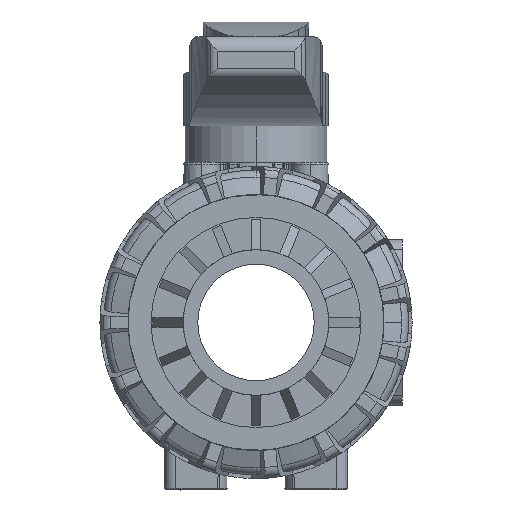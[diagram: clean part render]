
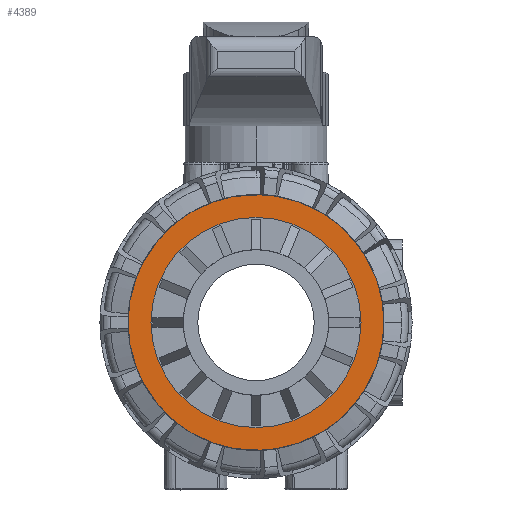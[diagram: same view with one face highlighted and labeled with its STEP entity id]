
A CAD part, left-side view. The second image highlights one B-rep face of the part: STEP entity #4389.
In plain terms, the highlighted planar face has unit normal (-1, 0, 0).
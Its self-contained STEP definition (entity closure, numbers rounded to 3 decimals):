
#4389=ADVANCED_FACE('',(#9290,#9291),#9292,.T.);
#9290=FACE_BOUND('',#27638,.T.);
#9291=FACE_OUTER_BOUND('',#27639,.T.);
#9292=PLANE('',#27640);
#27638=EDGE_LOOP('',(#40093,#40094));
#27639=EDGE_LOOP('',(#40095,#40096));
#27640=AXIS2_PLACEMENT_3D('',#40097,#40098,#40099);
#40093=ORIENTED_EDGE('',*,*,#49594,.T.);
#40094=ORIENTED_EDGE('',*,*,#48468,.T.);
#40095=ORIENTED_EDGE('',*,*,#48463,.T.);
#40096=ORIENTED_EDGE('',*,*,#49643,.T.);
#40097=CARTESIAN_POINT('',(482.577,191.829,0.));
#40098=DIRECTION('',(-1.0,0.0,0.0));
#40099=DIRECTION('',(0.0,0.,1.0));
#48463=EDGE_CURVE('',#56237,#56301,#56303,.T.);
#48468=EDGE_CURVE('',#56306,#56310,#56312,.T.);
#49594=EDGE_CURVE('',#56310,#56306,#58017,.T.);
#49643=EDGE_CURVE('',#56301,#56237,#58069,.T.);
#56237=VERTEX_POINT('',#73592);
#56301=VERTEX_POINT('',#73657);
#56303=CIRCLE('',#73660,35.15);
#56306=VERTEX_POINT('',#73663);
#56310=VERTEX_POINT('',#73668);
#56312=CIRCLE('',#73671,28.85);
#58017=CIRCLE('',#76494,28.85);
#58069=CIRCLE('',#76625,35.15);
#73592=CARTESIAN_POINT('',(482.577,156.679,0.));
#73657=CARTESIAN_POINT('',(482.577,226.979,0.));
#73660=AXIS2_PLACEMENT_3D('',#86375,#86376,#86377);
#73663=CARTESIAN_POINT('',(482.577,191.829,-28.85));
#73668=CARTESIAN_POINT('',(482.577,191.829,28.85));
#73671=AXIS2_PLACEMENT_3D('',#86383,#86384,#86385);
#76494=AXIS2_PLACEMENT_3D('',#87966,#87967,#87968);
#76625=AXIS2_PLACEMENT_3D('',#87994,#87995,#87996);
#86375=CARTESIAN_POINT('',(482.577,191.829,0.));
#86376=DIRECTION('',(-1.0,0.0,0.0));
#86377=DIRECTION('',(0.0,0.,1.0));
#86383=CARTESIAN_POINT('',(482.577,191.829,0.));
#86384=DIRECTION('',(1.0,0.0,0.0));
#86385=DIRECTION('',(0.0,0.,-1.0));
#87966=CARTESIAN_POINT('',(482.577,191.829,0.));
#87967=DIRECTION('',(1.0,0.0,0.0));
#87968=DIRECTION('',(0.0,0.,-1.0));
#87994=CARTESIAN_POINT('',(482.577,191.829,0.));
#87995=DIRECTION('',(-1.0,0.0,0.0));
#87996=DIRECTION('',(0.0,0.,1.0));
